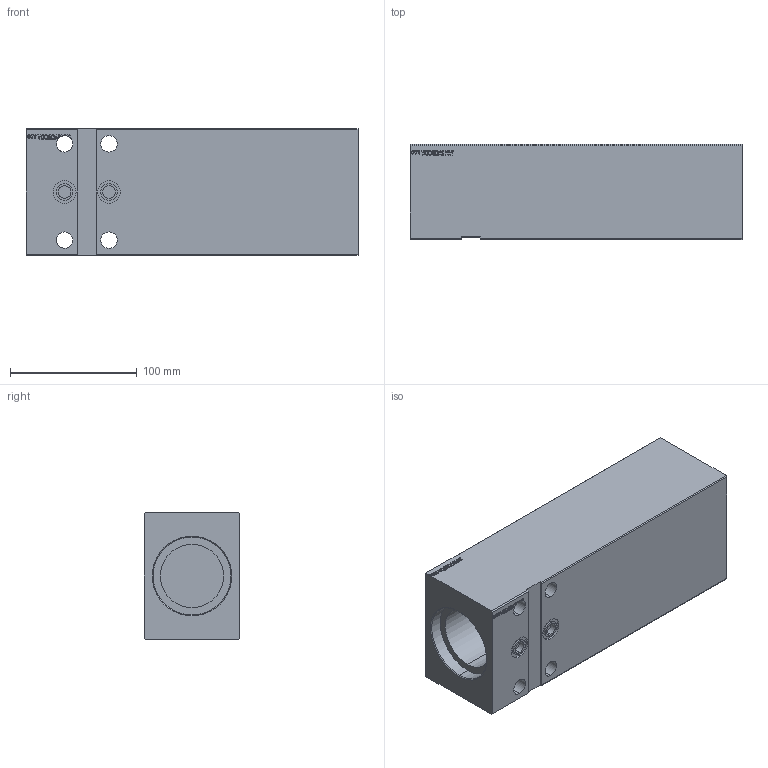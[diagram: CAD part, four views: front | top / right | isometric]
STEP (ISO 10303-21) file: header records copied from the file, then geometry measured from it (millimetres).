
FILE_DESCRIPTION (( 'STEP AP203' ), '1' );
FILE_NAME ('b9d0.STEP', '2024-02-11T17:42:10', ( '' ), ( '' ), 'SwSTEP 2.0', 'SolidWorks 2019', '' );
FILE_SCHEMA (( 'CONFIG_CONTROL_DESIGN' ));
Length unit declared in the file: millimetre
Products named in the file (1): b9d0
Bounding box: 262 x 75 x 100 mm (x, y, z)
Volume: 1430697.2 mm3; surface area: 157024.6 mm2
Topology: 1 solids, 1 shells, 775 faces, 2032 edges, 1354 vertices
Faces by surface type: plane 375, bspline 368, cylinder 30, cone 2
Entity records: 40793 total; most frequent: CARTESIAN_POINT 24018, ORIENTED_EDGE 4064, DIRECTION 2202, EDGE_CURVE 2032, VERTEX_POINT 1354, LINE 1206, VECTOR 1206, EDGE_LOOP 878
